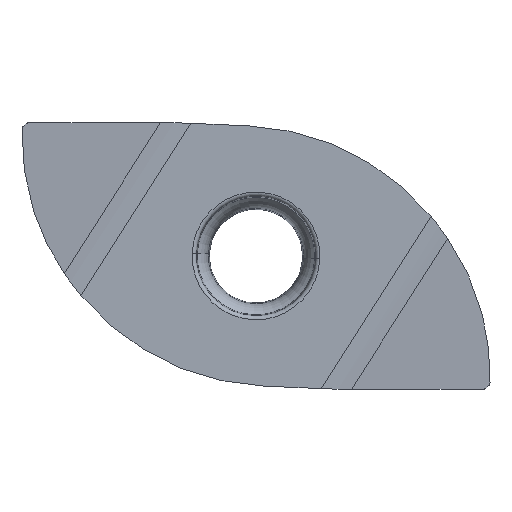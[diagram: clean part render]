
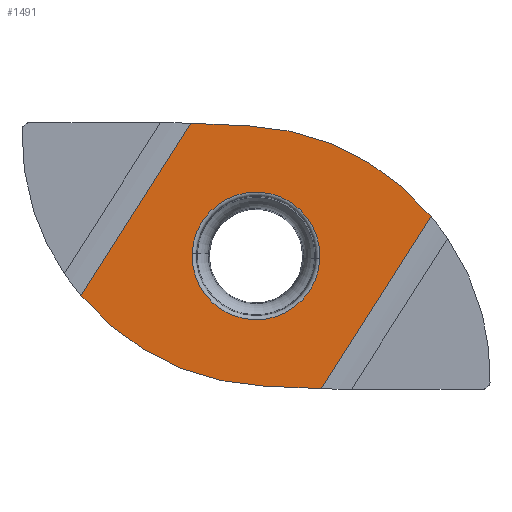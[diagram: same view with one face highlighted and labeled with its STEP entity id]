
A CAD part, top view. The second image highlights one B-rep face of the part: STEP entity #1491.
In plain terms, the highlighted planar face has unit normal (0, 0, 1).
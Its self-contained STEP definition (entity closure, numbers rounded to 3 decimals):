
#16=CARTESIAN_POINT('',(-0.949,-6.122,
0.));
#17=DIRECTION('',(0.,0.,-1.));
#18=DIRECTION('',(0.045,0.999,0.));
#19=AXIS2_PLACEMENT_3D('',#16,#17,#18);
#25=DIRECTION('',(-0.538,-0.843,0.));
#26=VECTOR('',#25,10.235);
#27=CARTESIAN_POINT('',(8.776,1.98,0.));
#28=LINE('',#27,#26);
#32=DIRECTION('',(-0.999,0.044,0.));
#33=VECTOR('',#32,2.9);
#34=CARTESIAN_POINT('',(3.274,-6.65,0.));
#35=LINE('',#34,#33);
#39=CARTESIAN_POINT('',(0.949,6.122,0.));
#40=DIRECTION('',(0.,0.,-1.));
#41=DIRECTION('',(-0.045,-0.999,0.));
#42=AXIS2_PLACEMENT_3D('',#39,#40,#41);
#47=DIRECTION('',(0.538,0.843,0.));
#48=VECTOR('',#47,10.235);
#49=CARTESIAN_POINT('',(-8.776,-1.98,
0.));
#50=LINE('',#49,#48);
#54=DIRECTION('',(0.999,-0.044,0.));
#55=VECTOR('',#54,2.9);
#56=CARTESIAN_POINT('',(-3.274,6.65,0.));
#57=LINE('',#56,#55);
#61=CARTESIAN_POINT('',(0.,0.,0.));
#62=DIRECTION('',(0.,0.,1.));
#63=DIRECTION('',(-0.999,0.044,0.));
#64=AXIS2_PLACEMENT_3D('',#61,#62,#63);
#69=CARTESIAN_POINT('',(0.,0.,0.));
#70=DIRECTION('',(0.,0.,1.));
#71=DIRECTION('',(0.999,-0.044,0.));
#72=AXIS2_PLACEMENT_3D('',#69,#70,#71);
#1327=CARTESIAN_POINT('',(-3.2,0.141,
0.));
#1328=CARTESIAN_POINT('',(3.2,-0.141,
0.));
#1329=VERTEX_POINT('',#1327);
#1330=VERTEX_POINT('',#1328);
#1331=CARTESIAN_POINT('',(-0.377,6.523,
0.));
#1332=CARTESIAN_POINT('',(8.776,1.98,
0.));
#1333=VERTEX_POINT('',#1331);
#1334=VERTEX_POINT('',#1332);
#1335=CARTESIAN_POINT('',(3.274,-6.65,
0.));
#1336=VERTEX_POINT('',#1335);
#1337=CARTESIAN_POINT('',(0.377,-6.523,
0.));
#1338=VERTEX_POINT('',#1337);
#1339=CARTESIAN_POINT('',(-8.776,-1.98,
0.));
#1340=VERTEX_POINT('',#1339);
#1341=CARTESIAN_POINT('',(-3.274,6.65,
0.));
#1342=VERTEX_POINT('',#1341);
#1466=CARTESIAN_POINT('',(0.,0.,0.));
#1467=DIRECTION('',(0.,0.,1.));
#1468=DIRECTION('',(0.999,-0.041,0.));
#1469=AXIS2_PLACEMENT_3D('',#1466,#1467,#1468);
#1470=PLANE('',#1469);
#1472=ORIENTED_EDGE('',*,*,#1471,.T.);
#1474=ORIENTED_EDGE('',*,*,#1473,.T.);
#1476=ORIENTED_EDGE('',*,*,#1475,.T.);
#1478=ORIENTED_EDGE('',*,*,#1477,.T.);
#1480=ORIENTED_EDGE('',*,*,#1479,.T.);
#1482=ORIENTED_EDGE('',*,*,#1481,.T.);
#1483=EDGE_LOOP('',(#1472,#1474,#1476,#1478,#1480,#1482));
#1484=FACE_OUTER_BOUND('',#1483,.F.);
#1486=ORIENTED_EDGE('',*,*,#1485,.T.);
#1488=ORIENTED_EDGE('',*,*,#1487,.T.);
#1489=EDGE_LOOP('',(#1486,#1488));
#1490=FACE_BOUND('',#1489,.F.);
#20=CIRCLE('',#19,12.657);
#43=CIRCLE('',#42,12.657);
#65=CIRCLE('',#64,3.203);
#73=CIRCLE('',#72,3.203);
#1471=EDGE_CURVE('',#1333,#1334,#20,.T.);
#1473=EDGE_CURVE('',#1334,#1336,#28,.T.);
#1475=EDGE_CURVE('',#1336,#1338,#35,.T.);
#1477=EDGE_CURVE('',#1338,#1340,#43,.T.);
#1479=EDGE_CURVE('',#1340,#1342,#50,.T.);
#1481=EDGE_CURVE('',#1342,#1333,#57,.T.);
#1485=EDGE_CURVE('',#1329,#1330,#65,.T.);
#1487=EDGE_CURVE('',#1330,#1329,#73,.T.);
#1491=ADVANCED_FACE('',(#1484,#1490),#1470,.T.);
